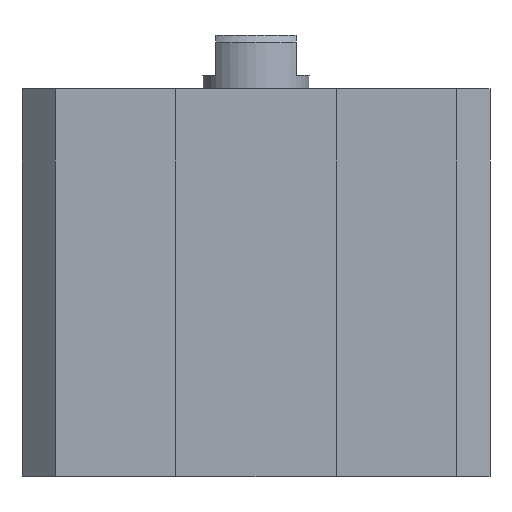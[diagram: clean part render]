
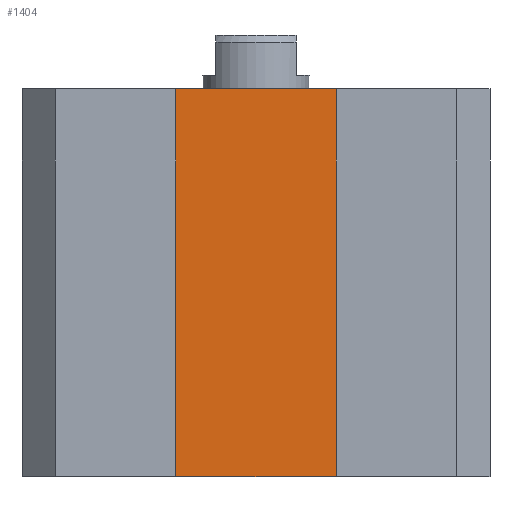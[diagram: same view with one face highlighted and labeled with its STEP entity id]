
A CAD part, front view. The second image highlights one B-rep face of the part: STEP entity #1404.
In plain terms, the highlighted planar face has unit normal (0, -1, 0).
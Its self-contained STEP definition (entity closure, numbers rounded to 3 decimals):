
#52=LINE('',#2070,#168);
#80=LINE('',#2154,#196);
#122=LINE('',#2311,#238);
#123=LINE('',#2313,#239);
#168=VECTOR('',#1639,16.2);
#196=VECTOR('',#1699,16.2);
#238=VECTOR('',#1887,29.);
#239=VECTOR('',#1890,29.);
#300=PLANE('',#1541);
#459=FACE_OUTER_BOUND('',#595,.T.);
#595=EDGE_LOOP('',(#1230,#1231,#1232,#1233));
#714=VERTEX_POINT('',#2067);
#715=VERTEX_POINT('',#2069);
#754=VERTEX_POINT('',#2151);
#755=VERTEX_POINT('',#2153);
#846=EDGE_CURVE('',#715,#714,#52,.T.);
#886=EDGE_CURVE('',#755,#754,#80,.T.);
#951=EDGE_CURVE('',#714,#755,#122,.T.);
#952=EDGE_CURVE('',#715,#754,#123,.T.);
#1230=ORIENTED_EDGE('',*,*,#886,.T.);
#1231=ORIENTED_EDGE('',*,*,#952,.F.);
#1232=ORIENTED_EDGE('',*,*,#846,.T.);
#1233=ORIENTED_EDGE('',*,*,#951,.T.);
#1404=ADVANCED_FACE('',(#459),#300,.T.);
#1541=AXIS2_PLACEMENT_3D('',#2312,#1888,#1889);
#1639=DIRECTION('',(1.,0.,0.));
#1699=DIRECTION('',(-1.,0.,0.));
#1887=DIRECTION('',(0.,0.,1.));
#1888=DIRECTION('center_axis',(0.,-1.,0.));
#1889=DIRECTION('ref_axis',(0.,0.,-1.));
#1890=DIRECTION('',(0.,0.,1.));
#2067=CARTESIAN_POINT('',(8.1,-12.,-14.5));
#2069=CARTESIAN_POINT('',(-8.1,-12.,-14.5));
#2070=CARTESIAN_POINT('',(-8.1,-12.,-14.5));
#2151=CARTESIAN_POINT('',(-8.1,-12.,14.5));
#2153=CARTESIAN_POINT('',(8.1,-12.,14.5));
#2154=CARTESIAN_POINT('',(-8.1,-12.,14.5));
#2311=CARTESIAN_POINT('',(8.1,-12.,0.));
#2312=CARTESIAN_POINT('Origin',(8.1,-12.,0.));
#2313=CARTESIAN_POINT('',(-8.1,-12.,0.));
